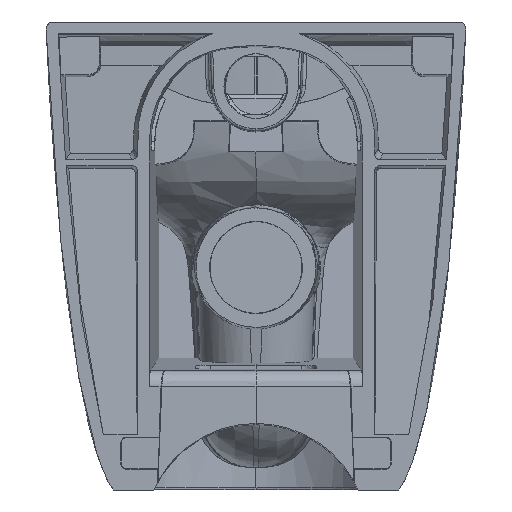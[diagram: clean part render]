
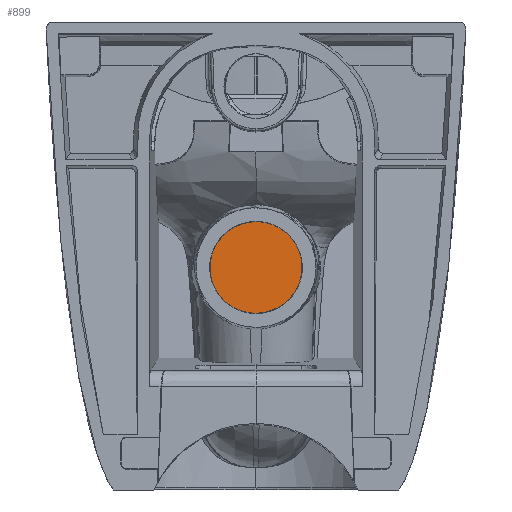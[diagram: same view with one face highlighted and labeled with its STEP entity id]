
A CAD part, left-side view. The second image highlights one B-rep face of the part: STEP entity #899.
In plain terms, the highlighted planar face has unit normal (-1, 0, -0.005).
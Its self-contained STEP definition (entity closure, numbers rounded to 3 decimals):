
#46=(
BOUNDED_CURVE()
B_SPLINE_CURVE(3,(#20776,#20777,#20778,#20779),.UNSPECIFIED.,.F.,.F.)
B_SPLINE_CURVE_WITH_KNOTS((4,4),(0.,1.),.UNSPECIFIED.)
CURVE()
GEOMETRIC_REPRESENTATION_ITEM()
RATIONAL_B_SPLINE_CURVE((1.,0.333,0.333,
1.))
REPRESENTATION_ITEM('')
);
#47=(
BOUNDED_CURVE()
B_SPLINE_CURVE(3,(#20782,#20783,#20784,#20785),.UNSPECIFIED.,.F.,.F.)
B_SPLINE_CURVE_WITH_KNOTS((4,4),(0.,1.),.UNSPECIFIED.)
CURVE()
GEOMETRIC_REPRESENTATION_ITEM()
RATIONAL_B_SPLINE_CURVE((1.,0.333,0.333,
1.))
REPRESENTATION_ITEM('')
);
#94=PLANE('',#9798);
#899=ADVANCED_FACE('',(#1689),#94,.T.);
#1689=FACE_OUTER_BOUND('',#2258,.T.);
#2258=EDGE_LOOP('',(#3417,#3418));
#3417=ORIENTED_EDGE('',*,*,#7325,.T.);
#3418=ORIENTED_EDGE('',*,*,#7326,.T.);
#6206=VERTEX_POINT('',#20780);
#6207=VERTEX_POINT('',#20781);
#7325=EDGE_CURVE('',#6206,#6207,#46,.T.);
#7326=EDGE_CURVE('',#6207,#6206,#47,.T.);
#9798=AXIS2_PLACEMENT_3D('',#20786,#10128,#10129);
#10128=DIRECTION('',(-1.,0.,-0.005));
#10129=DIRECTION('',(0.005,0.,-1.));
#20776=CARTESIAN_POINT('',(81.021,0.,-158.352));
#20777=CARTESIAN_POINT('',(81.021,78.697,-158.353));
#20778=CARTESIAN_POINT('',(81.431,78.697,-236.655));
#20779=CARTESIAN_POINT('',(81.431,0.,-236.656));
#20780=CARTESIAN_POINT('',(81.021,0.,-158.352));
#20781=CARTESIAN_POINT('',(81.431,0.,-236.656));
#20782=CARTESIAN_POINT('',(81.431,0.,-236.656));
#20783=CARTESIAN_POINT('',(81.431,-78.697,-236.655));
#20784=CARTESIAN_POINT('',(81.021,-78.697,-158.353));
#20785=CARTESIAN_POINT('',(81.021,0.,-158.352));
#20786=CARTESIAN_POINT('',(81.184,0.,-189.488));
